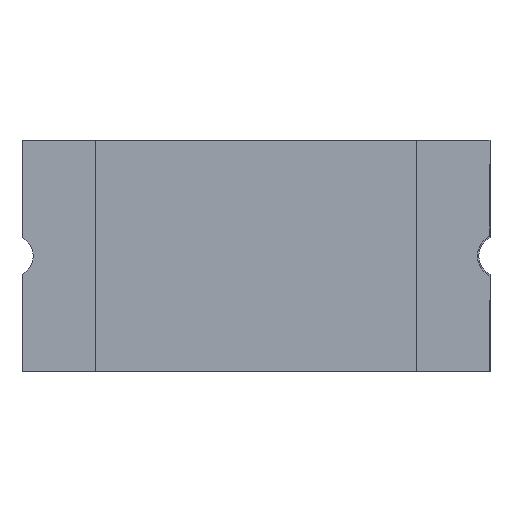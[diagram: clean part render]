
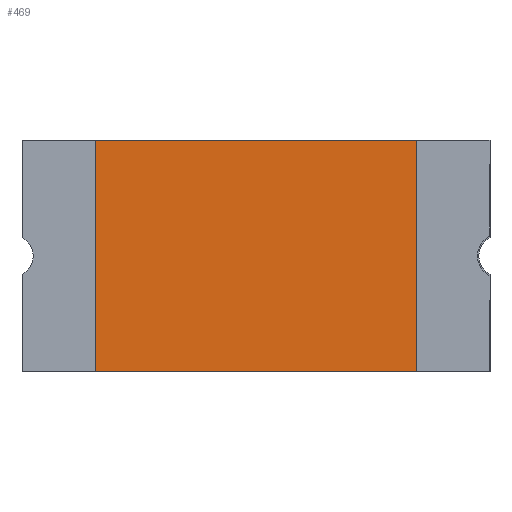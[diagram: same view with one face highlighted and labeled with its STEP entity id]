
A CAD part, front view. The second image highlights one B-rep face of the part: STEP entity #469.
In plain terms, the highlighted planar face has unit normal (0, -1, 0).
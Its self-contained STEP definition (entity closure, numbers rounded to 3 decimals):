
#35 = EDGE_CURVE ( 'NONE', #1160, #781, #1736, .T. ) ;
#57 = LINE ( 'NONE', #875, #571 ) ;
#170 = CARTESIAN_POINT ( 'NONE',  ( 1.665, 0., 0. ) ) ;
#189 = DIRECTION ( 'NONE',  ( 0., 1., 0. ) ) ;
#238 = LINE ( 'NONE', #553, #1663 ) ;
#255 = EDGE_CURVE ( 'NONE', #1926, #590, #57, .T. ) ;
#293 = CARTESIAN_POINT ( 'NONE',  ( -1.1, 0., -0.792 ) ) ;
#383 = DIRECTION ( 'NONE',  ( 0., 0., 1. ) ) ;
#465 = VECTOR ( 'NONE', #1908, 1000. ) ;
#469 = ADVANCED_FACE ( 'NONE', ( #1155 ), #518, .F. ) ;
#518 = PLANE ( 'NONE',  #1767 ) ;
#553 = CARTESIAN_POINT ( 'NONE',  ( -1.1, 0., 0.793 ) ) ;
#564 = ORIENTED_EDGE ( 'NONE', *, *, #1681, .T. ) ;
#571 = VECTOR ( 'NONE', #702, 1000. ) ;
#590 = VERTEX_POINT ( 'NONE', #688 ) ;
#599 = CARTESIAN_POINT ( 'NONE',  ( 1.6, 0., -0.792 ) ) ;
#643 = EDGE_LOOP ( 'NONE', ( #884, #1506, #2022, #564 ) ) ;
#685 = CARTESIAN_POINT ( 'NONE',  ( 1.1, 0., 0.793 ) ) ;
#688 = CARTESIAN_POINT ( 'NONE',  ( -1.1, 0., 0.793 ) ) ;
#702 = DIRECTION ( 'NONE',  ( -1., 0., 0. ) ) ;
#781 = VERTEX_POINT ( 'NONE', #1145 ) ;
#832 = CARTESIAN_POINT ( 'NONE',  ( 1.1, 0., 0.793 ) ) ;
#875 = CARTESIAN_POINT ( 'NONE',  ( 0., 0., 0.792 ) ) ;
#884 = ORIENTED_EDGE ( 'NONE', *, *, #255, .T. ) ;
#1030 = LINE ( 'NONE', #685, #1622 ) ;
#1145 = CARTESIAN_POINT ( 'NONE',  ( 1.1, 0., -0.792 ) ) ;
#1155 = FACE_OUTER_BOUND ( 'NONE', #643, .T. ) ;
#1160 = VERTEX_POINT ( 'NONE', #293 ) ;
#1287 = DIRECTION ( 'NONE',  ( 0., 0., 1. ) ) ;
#1384 = EDGE_CURVE ( 'NONE', #1160, #590, #238, .T. ) ;
#1506 = ORIENTED_EDGE ( 'NONE', *, *, #1384, .F. ) ;
#1622 = VECTOR ( 'NONE', #383, 1000. ) ;
#1663 = VECTOR ( 'NONE', #2048, 1000. ) ;
#1681 = EDGE_CURVE ( 'NONE', #781, #1926, #1030, .T. ) ;
#1736 = LINE ( 'NONE', #599, #465 ) ;
#1767 = AXIS2_PLACEMENT_3D ( 'NONE', #170, #189, #1287 ) ;
#1908 = DIRECTION ( 'NONE',  ( 1., 0., 0. ) ) ;
#1926 = VERTEX_POINT ( 'NONE', #832 ) ;
#2022 = ORIENTED_EDGE ( 'NONE', *, *, #35, .T. ) ;
#2048 = DIRECTION ( 'NONE',  ( 0., 0., 1. ) ) ;
